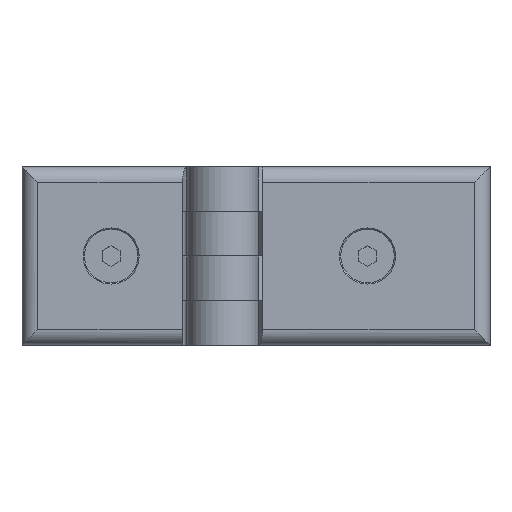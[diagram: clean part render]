
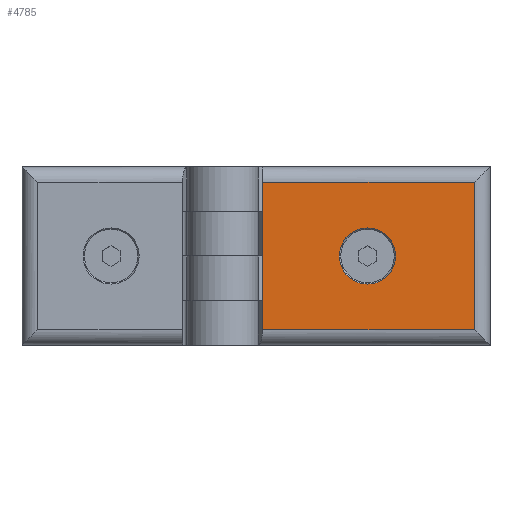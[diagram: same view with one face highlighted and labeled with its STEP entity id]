
A CAD part, top view. The second image highlights one B-rep face of the part: STEP entity #4785.
In plain terms, the highlighted face is planar.
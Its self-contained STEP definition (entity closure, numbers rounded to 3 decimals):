
#231=LINE('',#6753,#511);
#232=LINE('',#6757,#512);
#233=LINE('',#6760,#513);
#234=LINE('',#6761,#514);
#511=VECTOR('',#5589,1000.);
#512=VECTOR('',#5594,1000.);
#513=VECTOR('',#5595,1000.);
#514=VECTOR('',#5596,1000.);
#897=ORIENTED_EDGE('',*,*,#1864,.T.);
#898=ORIENTED_EDGE('',*,*,#1865,.F.);
#899=ORIENTED_EDGE('',*,*,#1866,.F.);
#900=ORIENTED_EDGE('',*,*,#1863,.F.);
#901=ORIENTED_EDGE('',*,*,#1867,.T.);
#1863=EDGE_CURVE('',#2343,#2334,#231,.T.);
#1864=EDGE_CURVE('',#2344,#2344,#2629,.T.);
#1865=EDGE_CURVE('',#2345,#2346,#232,.T.);
#1866=EDGE_CURVE('',#2334,#2345,#233,.T.);
#1867=EDGE_CURVE('',#2343,#2346,#234,.T.);
#2334=VERTEX_POINT('',#6734);
#2343=VERTEX_POINT('',#6752);
#2344=VERTEX_POINT('',#6756);
#2345=VERTEX_POINT('',#6758);
#2346=VERTEX_POINT('',#6759);
#2629=CIRCLE('',#5054,6.3);
#2788=EDGE_LOOP('',(#897));
#2789=EDGE_LOOP('',(#898,#899,#900,#901));
#3042=FACE_BOUND('',#2788,.T.);
#3043=FACE_BOUND('',#2789,.T.);
#3279=PLANE('',#5053);
#4785=ADVANCED_FACE('',(#3042,#3043),#3279,.F.);
#5053=AXIS2_PLACEMENT_3D('',#6754,#5590,#5591);
#5054=AXIS2_PLACEMENT_3D('',#6755,#5592,#5593);
#5589=DIRECTION('',(0.,0.,-1.));
#5590=DIRECTION('',(0.,-1.,0.));
#5591=DIRECTION('',(0.,0.,-1.));
#5592=DIRECTION('',(0.,-1.,0.));
#5593=DIRECTION('',(0.,0.,-1.));
#5594=DIRECTION('',(0.,0.,1.));
#5595=DIRECTION('',(1.,0.,0.));
#5596=DIRECTION('',(1.,0.,0.));
#6734=CARTESIAN_POINT('',(8.98,-0.5,-16.5));
#6752=CARTESIAN_POINT('',(8.98,-0.5,16.5));
#6753=CARTESIAN_POINT('',(8.98,-0.5,20.));
#6754=CARTESIAN_POINT('',(60.,-0.5,20.));
#6755=CARTESIAN_POINT('',(32.51,-0.5,0.));
#6756=CARTESIAN_POINT('',(32.51,-0.5,-6.3));
#6757=CARTESIAN_POINT('',(56.5,-0.5,-20.));
#6758=CARTESIAN_POINT('',(56.5,-0.5,-16.5));
#6759=CARTESIAN_POINT('',(56.5,-0.5,16.5));
#6760=CARTESIAN_POINT('',(0.,-0.5,-16.5));
#6761=CARTESIAN_POINT('',(0.,-0.5,16.5));
